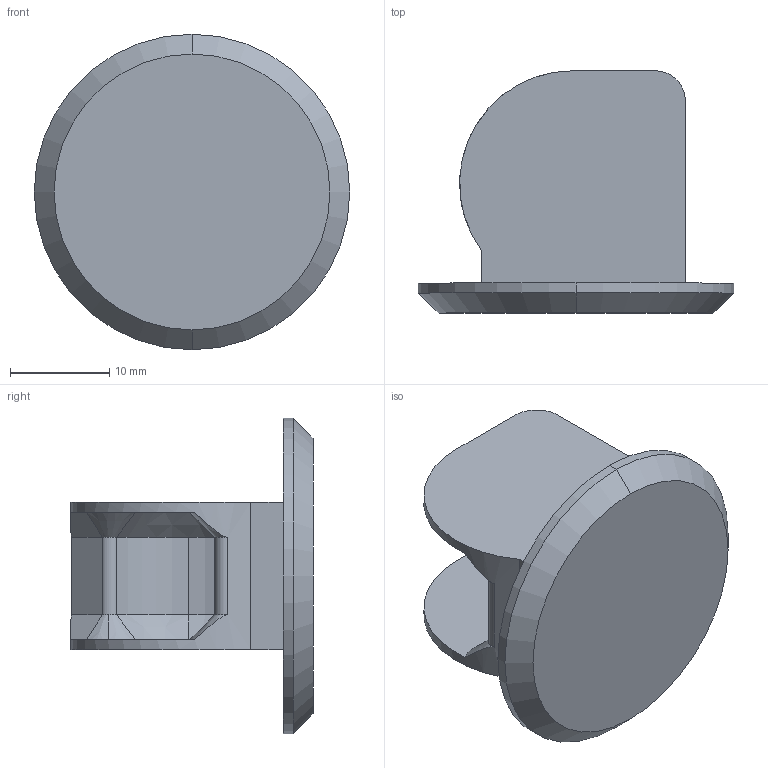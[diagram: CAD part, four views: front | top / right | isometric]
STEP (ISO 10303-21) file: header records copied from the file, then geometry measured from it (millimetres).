
FILE_DESCRIPTION (( 'STEP AP203' ), '1' );
FILE_NAME ('hinge pad_1.25in dia.STEP', '2024-09-08T01:35:49', ( '' ), ( '' ), 'SwSTEP 2.0', 'SolidWorks 2023', '' );
FILE_SCHEMA (( 'CONFIG_CONTROL_DESIGN' ));
Length unit declared in the file: millimetre
Products named in the file (1): hinge pad_1.25in dia
Bounding box: 31.75 x 24.35 x 31.75 mm (x, y, z)
Volume: 4502.1 mm3; surface area: 3974.2 mm2
Topology: 1 solids, 1 shells, 32 faces, 78 edges, 49 vertices
Faces by surface type: plane 13, cone 11, cylinder 8
Entity records: 1032 total; most frequent: CARTESIAN_POINT 187, DIRECTION 169, ORIENTED_EDGE 156, EDGE_CURVE 78, AXIS2_PLACEMENT_3D 63, VERTEX_POINT 49, VECTOR 43, LINE 43
